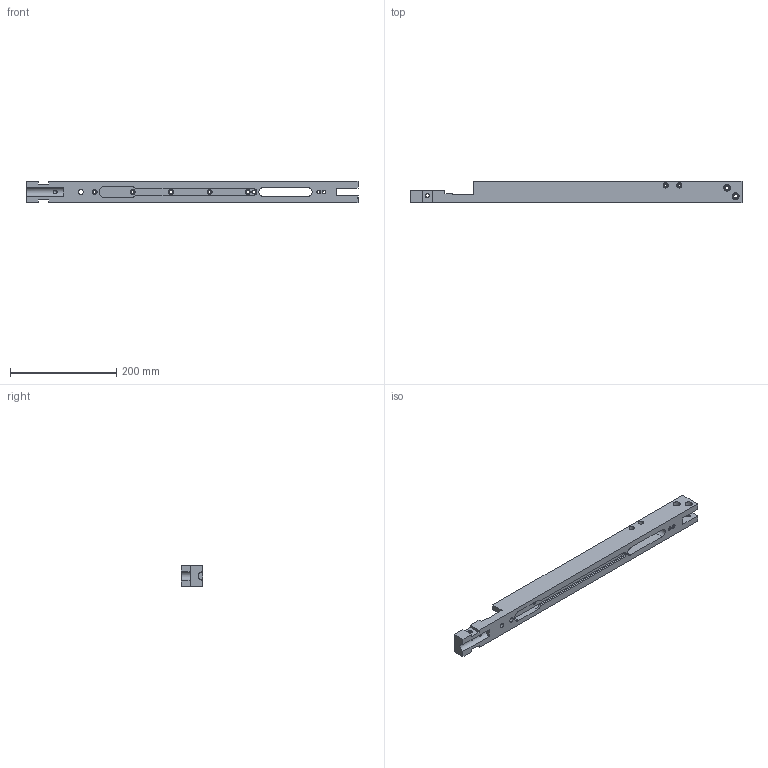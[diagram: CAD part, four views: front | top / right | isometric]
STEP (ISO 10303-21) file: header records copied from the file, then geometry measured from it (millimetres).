
FILE_DESCRIPTION (( 'STEP AP214' ), '1' );
FILE_NAME ('fut avant.STEP', '2020-04-22T11:49:13', ( '' ), ( '' ), 'SwSTEP 2.0', 'SolidWorks 2019', '' );
FILE_SCHEMA (( 'AUTOMOTIVE_DESIGN' ));
Length unit declared in the file: millimetre
Products named in the file (1): fut avant
Bounding box: 626.11 x 40 x 40 mm (x, y, z)
Volume: 623733.7 mm3; surface area: 139009.5 mm2
Topology: 1 solids, 1 shells, 705 faces, 2032 edges, 1332 vertices
Faces by surface type: cylinder 584, plane 60, bspline 51, cone 10
Entity records: 66996 total; most frequent: CARTESIAN_POINT 49453, ORIENTED_EDGE 4048, DIRECTION 2354, EDGE_CURVE 2024, VERTEX_POINT 1332, AXIS2_PLACEMENT_3D 807, EDGE_LOOP 758, LINE 740
